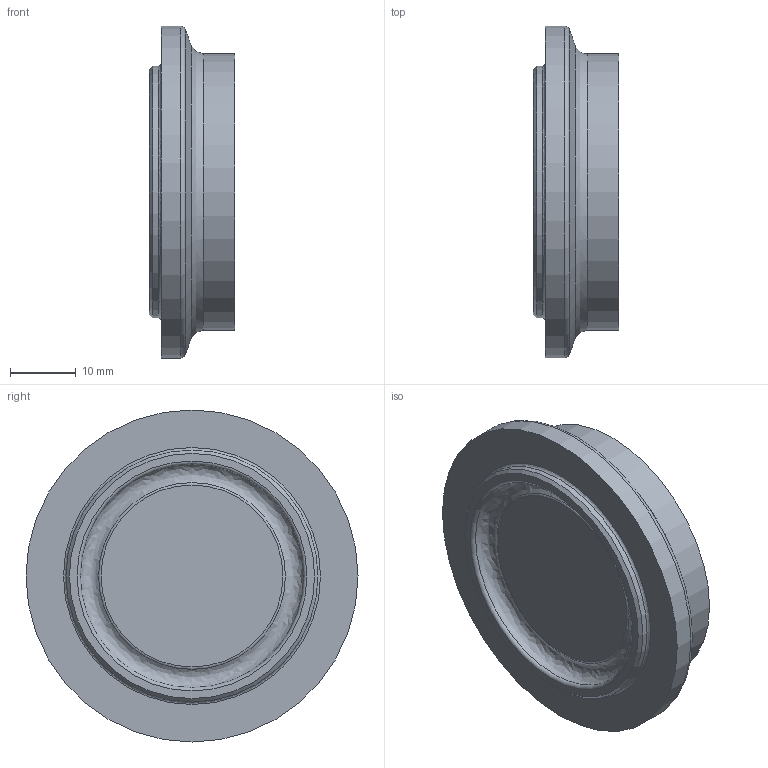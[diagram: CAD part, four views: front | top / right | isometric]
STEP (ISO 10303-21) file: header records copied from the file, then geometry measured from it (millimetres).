
FILE_DESCRIPTION((''),'2;1');
FILE_NAME('10192025X000.stp','2010-09-03T10:43:38',('thilbrands'),(''),'Autodesk Inventor 2008','Autodesk Inventor 2008','');
FILE_SCHEMA(('AUTOMOTIVE_DESIGN { 1 0 10303 214 1 1 1 1 }'));
Length unit declared in the file: millimetre
Products named in the file (1): 10192010X000
Bounding box: 13 x 50.5 x 50.5 mm (x, y, z)
Volume: 17978.1 mm3; surface area: 5764.3 mm2
Topology: 1 solids, 1 shells, 15 faces, 25 edges, 14 vertices
Faces by surface type: plane 4, cylinder 3, torus 3, bspline 3, cone 2
Full cylindrical faces by diameter (mm): 38.3 x1, 42 x1, 50.5 x1
Entity records: 458 total; most frequent: CARTESIAN_POINT 194, DIRECTION 54, ORIENTED_EDGE 28, EDGE_LOOP 28, AXIS2_PLACEMENT_3D 27, FACE_OUTER_BOUND 15, ADVANCED_FACE 15, VERTEX_POINT 14
